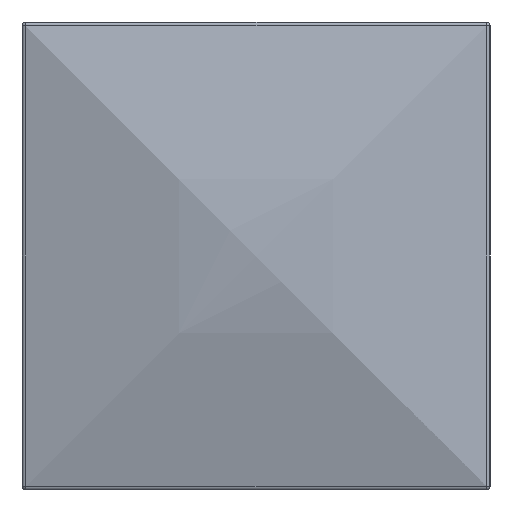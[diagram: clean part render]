
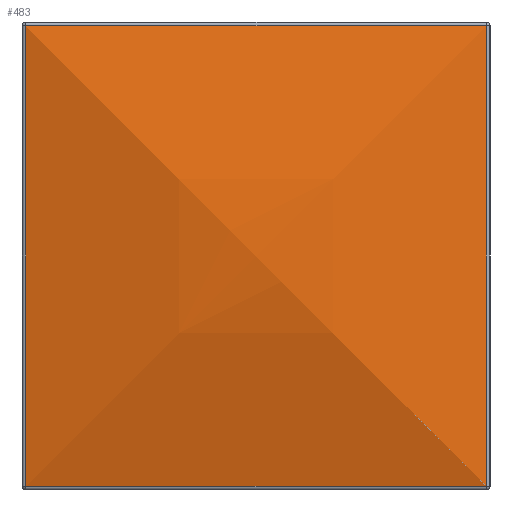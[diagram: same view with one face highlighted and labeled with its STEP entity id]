
A CAD part, left-side view. The second image highlights one B-rep face of the part: STEP entity #483.
In plain terms, the highlighted free-form (B-spline) face has degree [3, 3] with [4, 4] control points.
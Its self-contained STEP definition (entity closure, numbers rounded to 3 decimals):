
#7 = CARTESIAN_POINT ( 'NONE',  ( -1.601, 0.715, -0.001 ) ) ;
#39 = CARTESIAN_POINT ( 'NONE',  ( -1.602, -0.802, 0.256 ) ) ;
#101 = CARTESIAN_POINT ( 'NONE',  ( -1.603, -0.804, 0.8 ) ) ;
#105 = CARTESIAN_POINT ( 'NONE',  ( -1.602, -0.544, 1.602 ) ) ;
#117 = CARTESIAN_POINT ( 'NONE',  ( -1.6, -0.8, 1.6 ) ) ;
#123 = B_SPLINE_CURVE_WITH_KNOTS ( 'NONE', 3,
 ( #1794, #215, #907, #1626, #2155, #569, #759, #1451, #1278, #797, #2080, #496, #941 ),
 .UNSPECIFIED., .F., .F.,
 ( 4, 3, 3, 3, 4 ),
 ( 0., 0., 0.001, 0.001, 0.002 ),
 .UNSPECIFIED. ) ;
#129 = CARTESIAN_POINT ( 'NONE',  ( -1.601, -0.801, 1.515 ) ) ;
#131 = CARTESIAN_POINT ( 'NONE',  ( -1.603, 0., 1.604 ) ) ;
#151 = B_SPLINE_CURVE_WITH_KNOTS ( 'NONE', 3,
 ( #2209, #995, #2044, #105, #629, #813, #131, #457, #2243, #1155, #1870, #286, #1014 ),
 .UNSPECIFIED., .F., .F.,
 ( 4, 3, 3, 3, 4 ),
 ( 0., 0., 0.001, 0.001, 0.002 ),
 .UNSPECIFIED. ) ;
#188 = VERTEX_POINT ( 'NONE', #1901 ) ;
#191 = CARTESIAN_POINT ( 'NONE',  ( -1.602, -0.544, -0.002 ) ) ;
#203 = CARTESIAN_POINT ( 'NONE',  ( -1.6, 0.812, 1.613 ) ) ;
#211 = EDGE_CURVE ( 'NONE', #1058, #2284, #1466, .T. ) ;
#215 = CARTESIAN_POINT ( 'NONE',  ( -1.601, 0.801, 1.515 ) ) ;
#286 = CARTESIAN_POINT ( 'NONE',  ( -1.601, 0.715, 1.601 ) ) ;
#346 = CARTESIAN_POINT ( 'NONE',  ( -1.6, -0.271, 1.612 ) ) ;
#372 = CARTESIAN_POINT ( 'NONE',  ( -1.6, -0.8, 0. ) ) ;
#377 = CARTESIAN_POINT ( 'NONE',  ( -1.6, 0.271, -0.012 ) ) ;
#389 = CARTESIAN_POINT ( 'NONE',  ( -1.602, -0.629, -0.002 ) ) ;
#414 = ORIENTED_EDGE ( 'NONE', *, *, #976, .T. ) ;
#457 = CARTESIAN_POINT ( 'NONE',  ( -1.603, 0.181, 1.604 ) ) ;
#483 = ADVANCED_FACE ( 'NONE', ( #2129 ), #652, .F. ) ;
#496 = CARTESIAN_POINT ( 'NONE',  ( -1.601, 0.801, 0.085 ) ) ;
#503 = CARTESIAN_POINT ( 'NONE',  ( -1.603, 0.181, -0.004 ) ) ;
#520 = CARTESIAN_POINT ( 'NONE',  ( -1.602, 0.629, -0.002 ) ) ;
#536 = CARTESIAN_POINT ( 'NONE',  ( -1.867, 0.271, 0.529 ) ) ;
#568 = CARTESIAN_POINT ( 'NONE',  ( -1.601, -0.715, -0.001 ) ) ;
#569 = CARTESIAN_POINT ( 'NONE',  ( -1.603, 0.804, 0.981 ) ) ;
#629 = CARTESIAN_POINT ( 'NONE',  ( -1.603, -0.363, 1.604 ) ) ;
#652 = B_SPLINE_SURFACE_WITH_KNOTS ( 'NONE', 3, 3, ( 
 ( #2095, #377, #2121, #1921 ),
 ( #1077, #536, #1032, #863 ),
 ( #1746, #702, #1217, #1227 ),
 ( #203, #1932, #346, #1043 ) ),
 .UNSPECIFIED., .F., .F., .F.,
 ( 4, 4 ),
 ( 4, 4 ),
 ( 0., 1. ),
 ( 0., 1. ),
 .UNSPECIFIED. ) ;
#702 = CARTESIAN_POINT ( 'NONE',  ( -1.867, 0.271, 1.071 ) ) ;
#759 = CARTESIAN_POINT ( 'NONE',  ( -1.603, 0.804, 0.8 ) ) ;
#797 = CARTESIAN_POINT ( 'NONE',  ( -1.602, 0.802, 0.256 ) ) ;
#813 = CARTESIAN_POINT ( 'NONE',  ( -1.603, -0.181, 1.604 ) ) ;
#863 = CARTESIAN_POINT ( 'NONE',  ( -1.6, -0.813, 0.529 ) ) ;
#907 = CARTESIAN_POINT ( 'NONE',  ( -1.602, 0.802, 1.429 ) ) ;
#910 = CARTESIAN_POINT ( 'NONE',  ( -1.601, -0.801, 0.085 ) ) ;
#940 = EDGE_LOOP ( 'NONE', ( #1758, #2153, #2274, #414 ) ) ;
#941 = CARTESIAN_POINT ( 'NONE',  ( -1.6, 0.8, 0. ) ) ;
#976 = EDGE_CURVE ( 'NONE', #2232, #188, #151, .T. ) ;
#995 = CARTESIAN_POINT ( 'NONE',  ( -1.601, -0.715, 1.601 ) ) ;
#1014 = CARTESIAN_POINT ( 'NONE',  ( -1.6, 0.8, 1.6 ) ) ;
#1032 = CARTESIAN_POINT ( 'NONE',  ( -1.867, -0.271, 0.529 ) ) ;
#1043 = CARTESIAN_POINT ( 'NONE',  ( -1.6, -0.813, 1.612 ) ) ;
#1058 = VERTEX_POINT ( 'NONE', #1741 ) ;
#1077 = CARTESIAN_POINT ( 'NONE',  ( -1.6, 0.812, 0.529 ) ) ;
#1155 = CARTESIAN_POINT ( 'NONE',  ( -1.602, 0.544, 1.602 ) ) ;
#1175 = CARTESIAN_POINT ( 'NONE',  ( -1.603, -0.804, 0.981 ) ) ;
#1211 = CARTESIAN_POINT ( 'NONE',  ( -1.603, 0.363, -0.004 ) ) ;
#1217 = CARTESIAN_POINT ( 'NONE',  ( -1.867, -0.271, 1.071 ) ) ;
#1227 = CARTESIAN_POINT ( 'NONE',  ( -1.6, -0.813, 1.071 ) ) ;
#1229 = EDGE_CURVE ( 'NONE', #2284, #2232, #1938, .T. ) ;
#1266 = CARTESIAN_POINT ( 'NONE',  ( -1.6, -0.8, 0. ) ) ;
#1278 = CARTESIAN_POINT ( 'NONE',  ( -1.603, 0.804, 0.437 ) ) ;
#1331 = CARTESIAN_POINT ( 'NONE',  ( -1.603, -0.804, 1.163 ) ) ;
#1409 = CARTESIAN_POINT ( 'NONE',  ( -1.6, -0.8, 1.6 ) ) ;
#1433 = EDGE_CURVE ( 'NONE', #188, #1058, #123, .T. ) ;
#1441 = CARTESIAN_POINT ( 'NONE',  ( -1.603, 0., -0.004 ) ) ;
#1451 = CARTESIAN_POINT ( 'NONE',  ( -1.603, 0.804, 0.619 ) ) ;
#1466 = B_SPLINE_CURVE_WITH_KNOTS ( 'NONE', 3,
 ( #1593, #7, #520, #2076, #1211, #503, #1441, #2154, #2114, #191, #389, #568, #1266 ),
 .UNSPECIFIED., .F., .F.,
 ( 4, 3, 3, 3, 4 ),
 ( 0., 0., 0.001, 0.001, 0.002 ),
 .UNSPECIFIED. ) ;
#1593 = CARTESIAN_POINT ( 'NONE',  ( -1.6, 0.8, 0. ) ) ;
#1626 = CARTESIAN_POINT ( 'NONE',  ( -1.602, 0.802, 1.344 ) ) ;
#1629 = CARTESIAN_POINT ( 'NONE',  ( -1.6, -0.8, 0. ) ) ;
#1699 = CARTESIAN_POINT ( 'NONE',  ( -1.602, -0.802, 1.344 ) ) ;
#1708 = CARTESIAN_POINT ( 'NONE',  ( -1.603, -0.804, 0.619 ) ) ;
#1717 = CARTESIAN_POINT ( 'NONE',  ( -1.603, -0.804, 0.437 ) ) ;
#1741 = CARTESIAN_POINT ( 'NONE',  ( -1.6, 0.8, 0. ) ) ;
#1746 = CARTESIAN_POINT ( 'NONE',  ( -1.6, 0.812, 1.071 ) ) ;
#1758 = ORIENTED_EDGE ( 'NONE', *, *, #1433, .T. ) ;
#1794 = CARTESIAN_POINT ( 'NONE',  ( -1.6, 0.8, 1.6 ) ) ;
#1870 = CARTESIAN_POINT ( 'NONE',  ( -1.602, 0.629, 1.602 ) ) ;
#1901 = CARTESIAN_POINT ( 'NONE',  ( -1.6, 0.8, 1.6 ) ) ;
#1921 = CARTESIAN_POINT ( 'NONE',  ( -1.6, -0.813, -0.013 ) ) ;
#1932 = CARTESIAN_POINT ( 'NONE',  ( -1.6, 0.271, 1.612 ) ) ;
#1938 = B_SPLINE_CURVE_WITH_KNOTS ( 'NONE', 3,
 ( #1629, #910, #1990, #39, #1717, #1708, #101, #1175, #1331, #1699, #2194, #129, #117 ),
 .UNSPECIFIED., .F., .F.,
 ( 4, 3, 3, 3, 4 ),
 ( 0., 0., 0.001, 0.001, 0.002 ),
 .UNSPECIFIED. ) ;
#1990 = CARTESIAN_POINT ( 'NONE',  ( -1.602, -0.802, 0.171 ) ) ;
#2044 = CARTESIAN_POINT ( 'NONE',  ( -1.602, -0.629, 1.602 ) ) ;
#2076 = CARTESIAN_POINT ( 'NONE',  ( -1.602, 0.544, -0.002 ) ) ;
#2080 = CARTESIAN_POINT ( 'NONE',  ( -1.602, 0.802, 0.171 ) ) ;
#2095 = CARTESIAN_POINT ( 'NONE',  ( -1.6, 0.812, -0.012 ) ) ;
#2114 = CARTESIAN_POINT ( 'NONE',  ( -1.603, -0.363, -0.004 ) ) ;
#2121 = CARTESIAN_POINT ( 'NONE',  ( -1.6, -0.271, -0.012 ) ) ;
#2129 = FACE_OUTER_BOUND ( 'NONE', #940, .T. ) ;
#2153 = ORIENTED_EDGE ( 'NONE', *, *, #211, .T. ) ;
#2154 = CARTESIAN_POINT ( 'NONE',  ( -1.603, -0.181, -0.004 ) ) ;
#2155 = CARTESIAN_POINT ( 'NONE',  ( -1.603, 0.804, 1.163 ) ) ;
#2194 = CARTESIAN_POINT ( 'NONE',  ( -1.602, -0.802, 1.429 ) ) ;
#2209 = CARTESIAN_POINT ( 'NONE',  ( -1.6, -0.8, 1.6 ) ) ;
#2232 = VERTEX_POINT ( 'NONE', #1409 ) ;
#2243 = CARTESIAN_POINT ( 'NONE',  ( -1.603, 0.363, 1.604 ) ) ;
#2274 = ORIENTED_EDGE ( 'NONE', *, *, #1229, .T. ) ;
#2284 = VERTEX_POINT ( 'NONE', #372 ) ;
